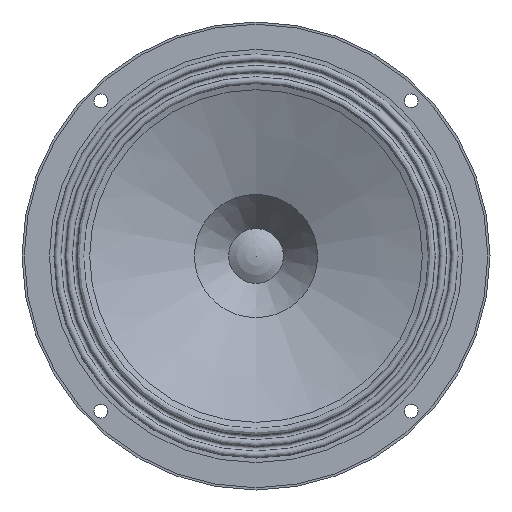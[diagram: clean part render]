
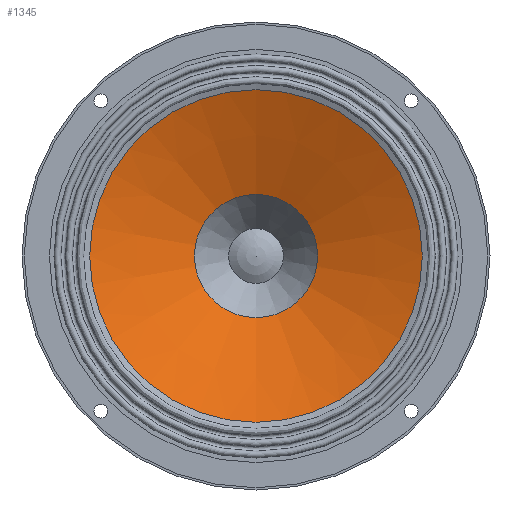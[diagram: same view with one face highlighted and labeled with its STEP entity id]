
A CAD part, front view. The second image highlights one B-rep face of the part: STEP entity #1345.
In plain terms, the highlighted conical face has half-angle 67.539 degrees and reference radius 13 mm.
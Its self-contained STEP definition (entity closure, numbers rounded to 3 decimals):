
#1162 = CONICAL_SURFACE('',#1163,73.032,0.392);
#1163 = AXIS2_PLACEMENT_3D('',#1164,#1165,#1166);
#1164 = CARTESIAN_POINT('',(0.,0.181,
    0.));
#1165 = DIRECTION('',(0.,1.,0.));
#1166 = DIRECTION('',(0.,0.,1.));
#1235 = EDGE_CURVE('',#1236,#1236,#1238,.T.);
#1236 = VERTEX_POINT('',#1237);
#1237 = CARTESIAN_POINT('',(0.,0.181,
    73.032));
#1238 = SURFACE_CURVE('',#1239,(#1244,#1251),.PCURVE_S1.);
#1239 = CIRCLE('',#1240,73.032);
#1240 = AXIS2_PLACEMENT_3D('',#1241,#1242,#1243);
#1241 = CARTESIAN_POINT('',(0.,0.181,
    0.));
#1242 = DIRECTION('',(0.,1.,0.));
#1243 = DIRECTION('',(0.,0.,1.));
#1244 = PCURVE('',#1162,#1245);
#1245 = DEFINITIONAL_REPRESENTATION('',(#1246),#1250);
#1246 = LINE('',#1247,#1248);
#1247 = CARTESIAN_POINT('',(0.,0.));
#1248 = VECTOR('',#1249,1.);
#1249 = DIRECTION('',(1.,0.));
#1250 = ( GEOMETRIC_REPRESENTATION_CONTEXT(2) 
PARAMETRIC_REPRESENTATION_CONTEXT() REPRESENTATION_CONTEXT('2D SPACE',''
  ) );
#1251 = PCURVE('',#1252,#1257);
#1252 = CONICAL_SURFACE('',#1253,13.,1.179);
#1253 = AXIS2_PLACEMENT_3D('',#1254,#1255,#1256);
#1254 = CARTESIAN_POINT('',(0.,25.,0.)
  );
#1255 = DIRECTION('',(0.,-1.,0.));
#1256 = DIRECTION('',(0.,0.,1.));
#1257 = DEFINITIONAL_REPRESENTATION('',(#1258),#1262);
#1258 = LINE('',#1259,#1260);
#1259 = CARTESIAN_POINT('',(0.,24.819));
#1260 = VECTOR('',#1261,1.);
#1261 = DIRECTION('',(-1.,0.));
#1262 = ( GEOMETRIC_REPRESENTATION_CONTEXT(2) 
PARAMETRIC_REPRESENTATION_CONTEXT() REPRESENTATION_CONTEXT('2D SPACE',''
  ) );
#1345 = ADVANCED_FACE('',(#1346),#1252,.F.);
#1346 = FACE_BOUND('',#1347,.T.);
#1347 = EDGE_LOOP('',(#1348,#1377,#1398,#1399));
#1348 = ORIENTED_EDGE('',*,*,#1349,.T.);
#1349 = EDGE_CURVE('',#1350,#1350,#1352,.T.);
#1350 = VERTEX_POINT('',#1351);
#1351 = CARTESIAN_POINT('',(0.,25.,13.));
#1352 = SURFACE_CURVE('',#1353,(#1358,#1365),.PCURVE_S1.);
#1353 = CIRCLE('',#1354,13.);
#1354 = AXIS2_PLACEMENT_3D('',#1355,#1356,#1357);
#1355 = CARTESIAN_POINT('',(0.,25.,0.)
  );
#1356 = DIRECTION('',(0.,1.,0.));
#1357 = DIRECTION('',(0.,0.,1.));
#1358 = PCURVE('',#1252,#1359);
#1359 = DEFINITIONAL_REPRESENTATION('',(#1360),#1364);
#1360 = LINE('',#1361,#1362);
#1361 = CARTESIAN_POINT('',(0.,0.));
#1362 = VECTOR('',#1363,1.);
#1363 = DIRECTION('',(-1.,0.));
#1364 = ( GEOMETRIC_REPRESENTATION_CONTEXT(2) 
PARAMETRIC_REPRESENTATION_CONTEXT() REPRESENTATION_CONTEXT('2D SPACE',''
  ) );
#1365 = PCURVE('',#1366,#1371);
#1366 = CONICAL_SURFACE('',#1367,13.,0.611);
#1367 = AXIS2_PLACEMENT_3D('',#1368,#1369,#1370);
#1368 = CARTESIAN_POINT('',(0.,25.,0.)
  );
#1369 = DIRECTION('',(0.,-1.,0.));
#1370 = DIRECTION('',(0.,0.,1.));
#1371 = DEFINITIONAL_REPRESENTATION('',(#1372),#1376);
#1372 = LINE('',#1373,#1374);
#1373 = CARTESIAN_POINT('',(0.,0.));
#1374 = VECTOR('',#1375,1.);
#1375 = DIRECTION('',(-1.,0.));
#1376 = ( GEOMETRIC_REPRESENTATION_CONTEXT(2) 
PARAMETRIC_REPRESENTATION_CONTEXT() REPRESENTATION_CONTEXT('2D SPACE',''
  ) );
#1377 = ORIENTED_EDGE('',*,*,#1378,.T.);
#1378 = EDGE_CURVE('',#1350,#1236,#1379,.T.);
#1379 = SEAM_CURVE('',#1380,(#1384,#1391),.PCURVE_S1.);
#1380 = LINE('',#1381,#1382);
#1381 = CARTESIAN_POINT('',(0.,25.,13.));
#1382 = VECTOR('',#1383,1.);
#1383 = DIRECTION('',(0.,-0.382,
    0.924));
#1384 = PCURVE('',#1252,#1385);
#1385 = DEFINITIONAL_REPRESENTATION('',(#1386),#1390);
#1386 = LINE('',#1387,#1388);
#1387 = CARTESIAN_POINT('',(0.,0.));
#1388 = VECTOR('',#1389,1.);
#1389 = DIRECTION('',(0.,1.));
#1390 = ( GEOMETRIC_REPRESENTATION_CONTEXT(2) 
PARAMETRIC_REPRESENTATION_CONTEXT() REPRESENTATION_CONTEXT('2D SPACE',''
  ) );
#1391 = PCURVE('',#1252,#1392);
#1392 = DEFINITIONAL_REPRESENTATION('',(#1393),#1397);
#1393 = LINE('',#1394,#1395);
#1394 = CARTESIAN_POINT('',(-6.283,0.));
#1395 = VECTOR('',#1396,1.);
#1396 = DIRECTION('',(0.,1.));
#1397 = ( GEOMETRIC_REPRESENTATION_CONTEXT(2) 
PARAMETRIC_REPRESENTATION_CONTEXT() REPRESENTATION_CONTEXT('2D SPACE',''
  ) );
#1398 = ORIENTED_EDGE('',*,*,#1235,.F.);
#1399 = ORIENTED_EDGE('',*,*,#1378,.F.);
